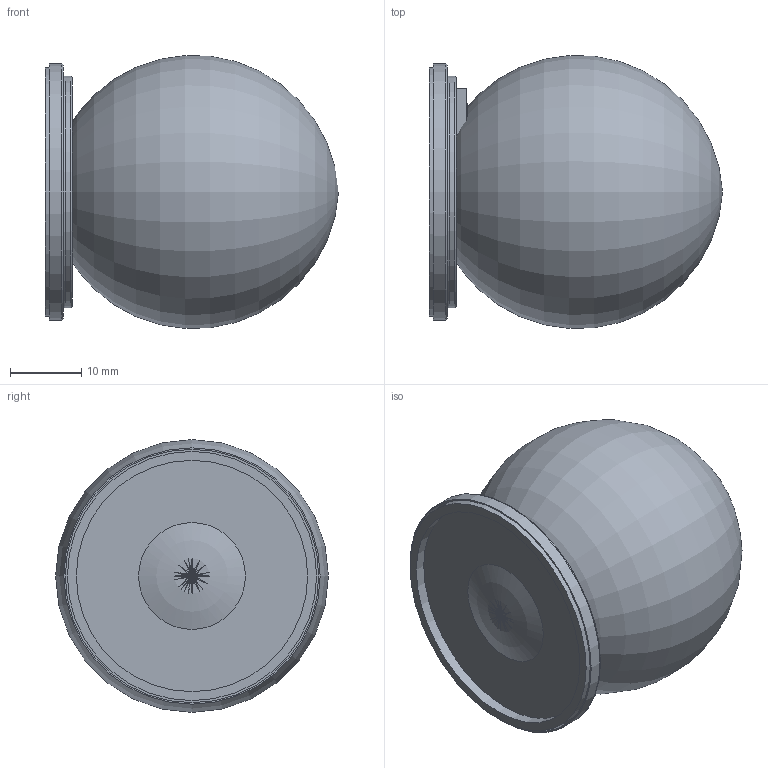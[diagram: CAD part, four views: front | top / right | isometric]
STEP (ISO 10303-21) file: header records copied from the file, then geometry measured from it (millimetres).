
FILE_DESCRIPTION(/* description */ ('Alibre Inc.'),/* implementation_level */ '2;1');
FILE_NAME(/* name */ 'export-B716F2A6-082F-495E-BC26-24DCF758FDCF',/* time_stamp */ '2018-12-16T07:45:10-06:00',/* author */ (''),/* organization */ (''),/* preprocessor_version */ 'ST-DEVELOPER v17',/* originating_system */ 'Alibre',/* authorisation */ '');
FILE_SCHEMA (('AUTOMOTIVE_DESIGN'));
Length unit declared in the file: millimetre
Bounding box: 41.17 x 38.33 x 38.33 mm (x, y, z)
Volume: 29939 mm3; surface area: 9642.9 mm2
Topology: 1 solids, 1 shells, 56 faces, 134 edges, 91 vertices
Faces by surface type: plane 29, cylinder 21, torus 5, cone 1
Full cylindrical faces by diameter (mm): 3.25 x12, 15.1 x1, 15.5 x1, 32.1 x1, 32.5 x3, 35 x1, 35.6 x1, 36 x1
Entity records: 1360 total; most frequent: CARTESIAN_POINT 215, DIRECTION 209, ORIENTED_EDGE 180, FACE_BOUND 116, EDGE_LOOP 114, AXIS2_PLACEMENT_3D 100, EDGE_CURVE 90, VERTEX_POINT 75
